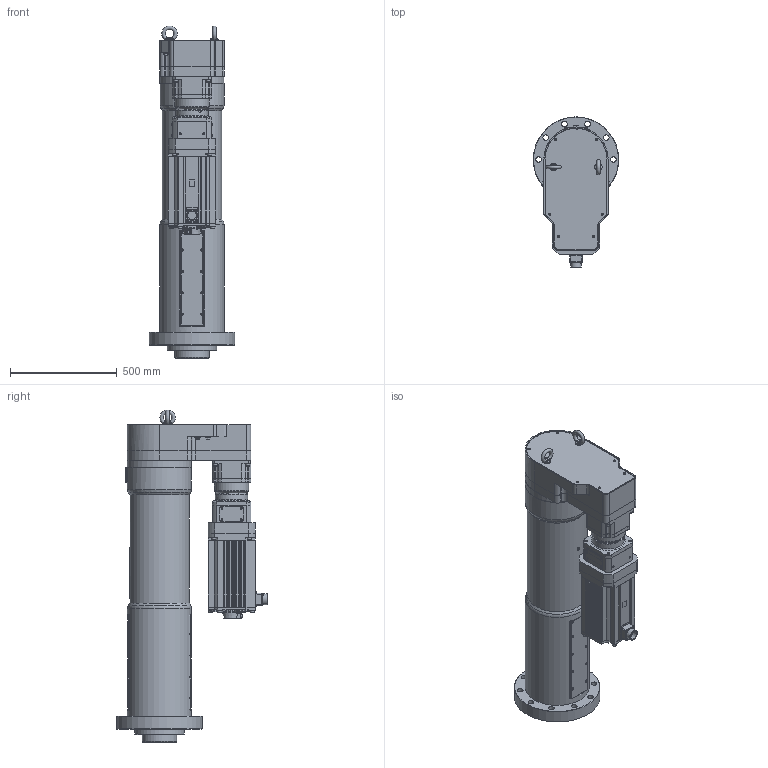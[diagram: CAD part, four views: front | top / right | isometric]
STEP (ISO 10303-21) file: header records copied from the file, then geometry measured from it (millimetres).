
FILE_DESCRIPTION(/* description */ (''),/* implementation_level */ '2;1');
FILE_NAME(/* name */ 'DPS-402X1E-30FB(DS-P127)_OUTLINE_20240717.stp',/* time_stamp */ '2024-10-11T10:31:04+09:00',/* author */ ('y-mizuno'),/* organization */ (''),/* preprocessor_version */ 'ST-DEVELOPER v19.2',/* originating_system */ 'Autodesk Inventor 2023',/* authorisation */ '');
FILE_SCHEMA (('CONFIG_CONTROL_DESIGN'));
Products named in the file (1): DPS-402X1E-30FB(DS-P127)_OUTLINE_20240717
Bounding box: 400 x 704.56 x 1553.6 mm (x, y, z)
Volume: 137501112.4 mm3; surface area: 2993120.8 mm2
Topology: 1 solids, 22 shells, 2840 faces, 7435 edges, 4869 vertices
Faces by surface type: plane 1723, cylinder 594, cone 235, bspline 173, torus 104, sphere 11
Full cylindrical faces by diameter (mm): 1 x7, 1.2 x3, 1.4 x3, 2.693 x4, 3 x6, 3.2 x7, 4 x5, 5 x8, 5.5 x4, 5.6 x4, 6 x7, 7 x8, 7.99 x4, 8 x14, 8.5 x6, 10 x23, 10.2 x4, 10.6 x1, 10.7 x1, 11 x22, 11.6 x1, 12 x4, 14 x10, 15.3 x1, 16 x2, 18 x9, 19 x4, 20 x4, 26 x10, 30 x12
Entity records: 100785 total; most frequent: CARTESIAN_POINT 29668, ORIENTED_EDGE 14724, DIRECTION 13413, EDGE_CURVE 7362, VERTEX_POINT 4869, AXIS2_PLACEMENT_3D 4503, LINE 4407, VECTOR 4407
